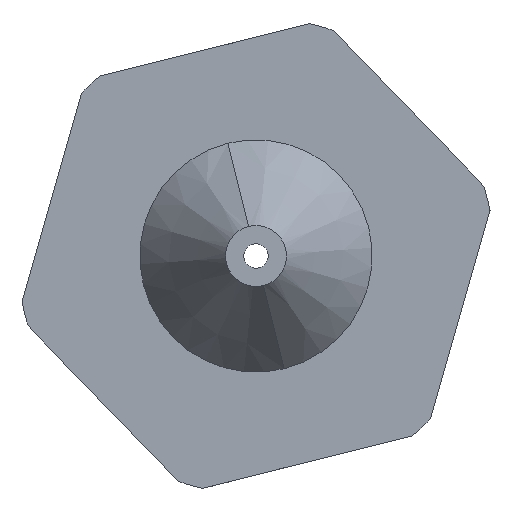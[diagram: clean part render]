
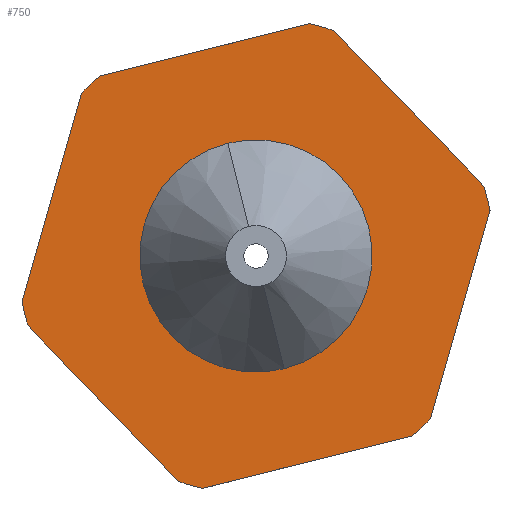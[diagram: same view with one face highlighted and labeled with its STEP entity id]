
A CAD part, front view. The second image highlights one B-rep face of the part: STEP entity #750.
In plain terms, the highlighted planar face has unit normal (0, -1, 0).
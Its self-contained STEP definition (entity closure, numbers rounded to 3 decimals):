
#21 = VERTEX_POINT ( 'NONE', #1641 ) ;
#104 = DIRECTION ( 'NONE',  ( 0., 0., -1. ) ) ;
#115 = CIRCLE ( 'NONE', #4698, 1.9 ) ;
#181 = FACE_OUTER_BOUND ( 'NONE', #4406, .T. ) ;
#186 = AXIS2_PLACEMENT_3D ( 'NONE', #3867, #1375, #3812 ) ;
#196 = CARTESIAN_POINT ( 'NONE',  ( 0., 2., 0. ) ) ;
#211 = EDGE_CURVE ( 'NONE', #3268, #2231, #1369, .T. ) ;
#219 = ORIENTED_EDGE ( 'NONE', *, *, #3510, .F. ) ;
#311 = VERTEX_POINT ( 'NONE', #1403 ) ;
#312 = DIRECTION ( 'NONE',  ( 0., 1., 0. ) ) ;
#320 = ORIENTED_EDGE ( 'NONE', *, *, #1759, .F. ) ;
#414 = EDGE_CURVE ( 'NONE', #1235, #311, #115, .T. ) ;
#419 = AXIS2_PLACEMENT_3D ( 'NONE', #4378, #4303, #2250 ) ;
#427 = VECTOR ( 'NONE', #2295, 1000. ) ;
#456 = LINE ( 'NONE', #3736, #4791 ) ;
#643 = DIRECTION ( 'NONE',  ( 0., 0., 1. ) ) ;
#666 = AXIS2_PLACEMENT_3D ( 'NONE', #3418, #3885, #4641 ) ;
#680 = EDGE_CURVE ( 'NONE', #5434, #3557, #456, .T. ) ;
#686 = DIRECTION ( 'NONE',  ( 0., 1., 0. ) ) ;
#700 = AXIS2_PLACEMENT_3D ( 'NONE', #4890, #686, #1099 ) ;
#736 = VERTEX_POINT ( 'NONE', #3822 ) ;
#750 = ADVANCED_FACE ( 'NONE', ( #4821, #181 ), #5182, .T. ) ;
#757 = DIRECTION ( 'NONE',  ( 0., 0., -1. ) ) ;
#798 = CIRCLE ( 'NONE', #186, 3.9 ) ;
#947 = CIRCLE ( 'NONE', #419, 3.9 ) ;
#980 = CARTESIAN_POINT ( 'NONE',  ( -2.006, 2., 3.475 ) ) ;
#1001 = ORIENTED_EDGE ( 'NONE', *, *, #2242, .F. ) ;
#1072 = AXIS2_PLACEMENT_3D ( 'NONE', #3435, #1851, #104 ) ;
#1099 = DIRECTION ( 'NONE',  ( 0., 0., -1. ) ) ;
#1163 = CARTESIAN_POINT ( 'NONE',  ( -3.895, 2., 0.204 ) ) ;
#1214 = CARTESIAN_POINT ( 'NONE',  ( 3.895, 2., 0.204 ) ) ;
#1235 = VERTEX_POINT ( 'NONE', #2274 ) ;
#1315 = VERTEX_POINT ( 'NONE', #1464 ) ;
#1345 = CARTESIAN_POINT ( 'NONE',  ( 4.013, 2., 0. ) ) ;
#1369 = LINE ( 'NONE', #1345, #4610 ) ;
#1375 = DIRECTION ( 'NONE',  ( 0., 1., 0. ) ) ;
#1403 = CARTESIAN_POINT ( 'NONE',  ( 0., 2., 1.9 ) ) ;
#1414 = EDGE_CURVE ( 'NONE', #1728, #4785, #5368, .T. ) ;
#1425 = VERTEX_POINT ( 'NONE', #1163 ) ;
#1438 = LINE ( 'NONE', #3122, #427 ) ;
#1464 = CARTESIAN_POINT ( 'NONE',  ( 1.77, 2., -3.475 ) ) ;
#1489 = CARTESIAN_POINT ( 'NONE',  ( 0., 2., 0. ) ) ;
#1514 = EDGE_CURVE ( 'NONE', #2231, #1315, #1760, .T. ) ;
#1641 = CARTESIAN_POINT ( 'NONE',  ( -2.124, 2., 3.271 ) ) ;
#1728 = VERTEX_POINT ( 'NONE', #1743 ) ;
#1743 = CARTESIAN_POINT ( 'NONE',  ( 2.124, 2., 3.271 ) ) ;
#1759 = EDGE_CURVE ( 'NONE', #1425, #21, #2926, .T. ) ;
#1760 = CIRCLE ( 'NONE', #3081, 3.9 ) ;
#1843 = CARTESIAN_POINT ( 'NONE',  ( 1.77, 2., 3.475 ) ) ;
#1851 = DIRECTION ( 'NONE',  ( 0., -1., 0. ) ) ;
#1864 = CARTESIAN_POINT ( 'NONE',  ( -2.124, 2., -3.271 ) ) ;
#1927 = VECTOR ( 'NONE', #3167, 1000. ) ;
#1952 = EDGE_CURVE ( 'NONE', #311, #1235, #4144, .T. ) ;
#1980 = EDGE_CURVE ( 'NONE', #3654, #2553, #3485, .T. ) ;
#2025 = CIRCLE ( 'NONE', #700, 3.9 ) ;
#2065 = EDGE_CURVE ( 'NONE', #3557, #736, #2025, .T. ) ;
#2092 = ORIENTED_EDGE ( 'NONE', *, *, #1952, .T. ) ;
#2142 = DIRECTION ( 'NONE',  ( -0.5, 0., 0.866 ) ) ;
#2145 = CARTESIAN_POINT ( 'NONE',  ( 0., 2., 0. ) ) ;
#2231 = VERTEX_POINT ( 'NONE', #2806 ) ;
#2242 = EDGE_CURVE ( 'NONE', #736, #1425, #798, .T. ) ;
#2250 = DIRECTION ( 'NONE',  ( 0., 0., -1. ) ) ;
#2263 = DIRECTION ( 'NONE',  ( 0., 0., -1. ) ) ;
#2274 = CARTESIAN_POINT ( 'NONE',  ( 0., 2., -1.9 ) ) ;
#2295 = DIRECTION ( 'NONE',  ( -1., 0., 0. ) ) ;
#2350 = CARTESIAN_POINT ( 'NONE',  ( 2.006, 2., 3.475 ) ) ;
#2431 = CIRCLE ( 'NONE', #666, 3.9 ) ;
#2497 = DIRECTION ( 'NONE',  ( 0.5, 0., 0.866 ) ) ;
#2553 = VERTEX_POINT ( 'NONE', #1843 ) ;
#2617 = ORIENTED_EDGE ( 'NONE', *, *, #4974, .F. ) ;
#2621 = DIRECTION ( 'NONE',  ( -0.5, 0., -0.866 ) ) ;
#2646 = VECTOR ( 'NONE', #2497, 1000. ) ;
#2736 = VERTEX_POINT ( 'NONE', #5034 ) ;
#2763 = EDGE_CURVE ( 'NONE', #2553, #1728, #2431, .T. ) ;
#2806 = CARTESIAN_POINT ( 'NONE',  ( 2.124, 2., -3.271 ) ) ;
#2926 = LINE ( 'NONE', #2967, #2646 ) ;
#2967 = CARTESIAN_POINT ( 'NONE',  ( -4.013, 2., 0. ) ) ;
#3067 = CIRCLE ( 'NONE', #4576, 3.9 ) ;
#3073 = DIRECTION ( 'NONE',  ( 0., 1., 0. ) ) ;
#3081 = AXIS2_PLACEMENT_3D ( 'NONE', #1489, #5343, #3699 ) ;
#3122 = CARTESIAN_POINT ( 'NONE',  ( 2.006, 2., -3.475 ) ) ;
#3144 = AXIS2_PLACEMENT_3D ( 'NONE', #4068, #4095, #757 ) ;
#3167 = DIRECTION ( 'NONE',  ( 1., 0., 0. ) ) ;
#3206 = CARTESIAN_POINT ( 'NONE',  ( 0., 2., 0. ) ) ;
#3268 = VERTEX_POINT ( 'NONE', #3595 ) ;
#3366 = ORIENTED_EDGE ( 'NONE', *, *, #4524, .F. ) ;
#3418 = CARTESIAN_POINT ( 'NONE',  ( 0., 2., 0. ) ) ;
#3435 = CARTESIAN_POINT ( 'NONE',  ( 0., 2., 0. ) ) ;
#3482 = ORIENTED_EDGE ( 'NONE', *, *, #680, .F. ) ;
#3485 = LINE ( 'NONE', #980, #1927 ) ;
#3510 = EDGE_CURVE ( 'NONE', #21, #3654, #947, .T. ) ;
#3557 = VERTEX_POINT ( 'NONE', #4825 ) ;
#3595 = CARTESIAN_POINT ( 'NONE',  ( 3.895, 2., -0.204 ) ) ;
#3654 = VERTEX_POINT ( 'NONE', #4478 ) ;
#3685 = ORIENTED_EDGE ( 'NONE', *, *, #2763, .F. ) ;
#3699 = DIRECTION ( 'NONE',  ( 0., 0., -1. ) ) ;
#3736 = CARTESIAN_POINT ( 'NONE',  ( -2.006, 2., -3.475 ) ) ;
#3812 = DIRECTION ( 'NONE',  ( 0., 0., -1. ) ) ;
#3822 = CARTESIAN_POINT ( 'NONE',  ( -3.9, 2., 0. ) ) ;
#3867 = CARTESIAN_POINT ( 'NONE',  ( 0., 2., 0. ) ) ;
#3885 = DIRECTION ( 'NONE',  ( 0., 1., 0. ) ) ;
#4003 = DIRECTION ( 'NONE',  ( 0., 0., 1. ) ) ;
#4011 = ORIENTED_EDGE ( 'NONE', *, *, #1514, .F. ) ;
#4049 = EDGE_CURVE ( 'NONE', #2736, #5434, #4121, .T. ) ;
#4068 = CARTESIAN_POINT ( 'NONE',  ( 0., 2., 0. ) ) ;
#4087 = DIRECTION ( 'NONE',  ( 0.5, 0., -0.866 ) ) ;
#4095 = DIRECTION ( 'NONE',  ( 0., 1., 0. ) ) ;
#4121 = CIRCLE ( 'NONE', #3144, 3.9 ) ;
#4144 = CIRCLE ( 'NONE', #5386, 1.9 ) ;
#4257 = ORIENTED_EDGE ( 'NONE', *, *, #211, .F. ) ;
#4303 = DIRECTION ( 'NONE',  ( 0., 1., 0. ) ) ;
#4378 = CARTESIAN_POINT ( 'NONE',  ( 0., 2., 0. ) ) ;
#4388 = ORIENTED_EDGE ( 'NONE', *, *, #1414, .F. ) ;
#4406 = EDGE_LOOP ( 'NONE', ( #4388, #3685, #4768, #219, #320, #1001, #4998, #3482, #5271, #3366, #4011, #4257, #2617 ) ) ;
#4478 = CARTESIAN_POINT ( 'NONE',  ( -1.77, 2., 3.475 ) ) ;
#4524 = EDGE_CURVE ( 'NONE', #1315, #2736, #1438, .T. ) ;
#4576 = AXIS2_PLACEMENT_3D ( 'NONE', #196, #4759, #2263 ) ;
#4610 = VECTOR ( 'NONE', #2621, 1000. ) ;
#4641 = DIRECTION ( 'NONE',  ( 0., 0., -1. ) ) ;
#4698 = AXIS2_PLACEMENT_3D ( 'NONE', #3206, #312, #643 ) ;
#4756 = ORIENTED_EDGE ( 'NONE', *, *, #414, .T. ) ;
#4759 = DIRECTION ( 'NONE',  ( 0., 1., 0. ) ) ;
#4768 = ORIENTED_EDGE ( 'NONE', *, *, #1980, .F. ) ;
#4785 = VERTEX_POINT ( 'NONE', #1214 ) ;
#4791 = VECTOR ( 'NONE', #2142, 1000. ) ;
#4821 = FACE_BOUND ( 'NONE', #5147, .T. ) ;
#4825 = CARTESIAN_POINT ( 'NONE',  ( -3.895, 2., -0.204 ) ) ;
#4890 = CARTESIAN_POINT ( 'NONE',  ( 0., 2., 0. ) ) ;
#4974 = EDGE_CURVE ( 'NONE', #4785, #3268, #3067, .T. ) ;
#4998 = ORIENTED_EDGE ( 'NONE', *, *, #2065, .F. ) ;
#5034 = CARTESIAN_POINT ( 'NONE',  ( -1.77, 2., -3.475 ) ) ;
#5147 = EDGE_LOOP ( 'NONE', ( #2092, #4756 ) ) ;
#5182 = PLANE ( 'NONE',  #1072 ) ;
#5271 = ORIENTED_EDGE ( 'NONE', *, *, #4049, .F. ) ;
#5291 = VECTOR ( 'NONE', #4087, 1000. ) ;
#5343 = DIRECTION ( 'NONE',  ( 0., 1., 0. ) ) ;
#5368 = LINE ( 'NONE', #2350, #5291 ) ;
#5386 = AXIS2_PLACEMENT_3D ( 'NONE', #2145, #3073, #4003 ) ;
#5434 = VERTEX_POINT ( 'NONE', #1864 ) ;
